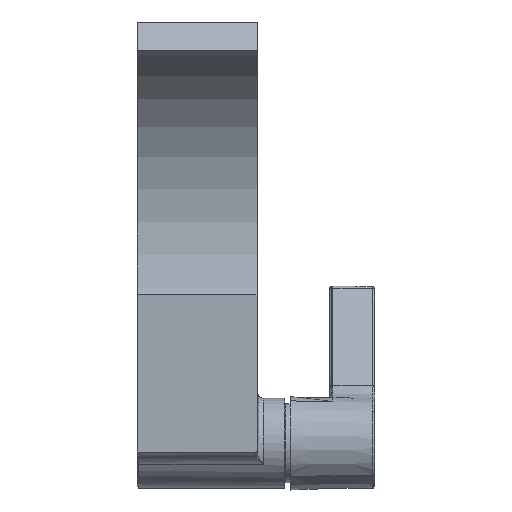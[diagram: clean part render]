
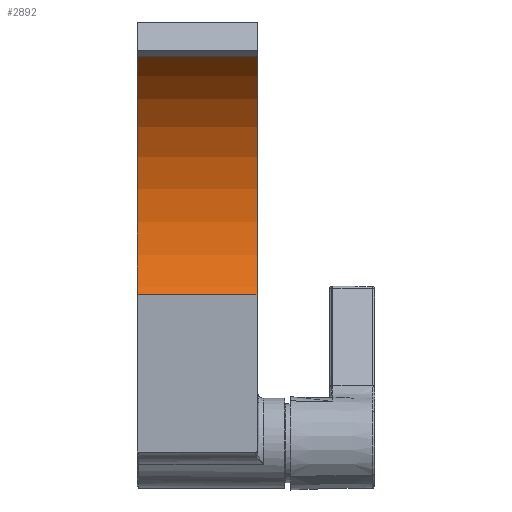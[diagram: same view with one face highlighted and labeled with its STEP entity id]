
A CAD part, front view. The second image highlights one B-rep face of the part: STEP entity #2892.
In plain terms, the highlighted cylindrical face has radius 76.1 mm (diameter 152.2 mm), a partial arc.
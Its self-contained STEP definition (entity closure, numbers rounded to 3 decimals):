
#83 = VERTEX_POINT ( 'NONE', #1317 ) ;
#227 = VERTEX_POINT ( 'NONE', #675 ) ;
#386 = DIRECTION ( 'NONE',  ( -1., 0., 0. ) ) ;
#407 = ORIENTED_EDGE ( 'NONE', *, *, #1910, .T. ) ;
#675 = CARTESIAN_POINT ( 'NONE',  ( 24., 5., 6.6 ) ) ;
#692 = CARTESIAN_POINT ( 'NONE',  ( 24., 5., 82.7 ) ) ;
#842 = CIRCLE ( 'NONE', #3030, 76.1 ) ;
#1004 = DIRECTION ( 'NONE',  ( -1., 0., 0. ) ) ;
#1107 = DIRECTION ( 'NONE',  ( 0., 0., -1. ) ) ;
#1232 = CARTESIAN_POINT ( 'NONE',  ( 24., 5., 82.7 ) ) ;
#1317 = CARTESIAN_POINT ( 'NONE',  ( 24., 43.271, 148.476 ) ) ;
#1403 = LINE ( 'NONE', #2329, #2318 ) ;
#1465 = AXIS2_PLACEMENT_3D ( 'NONE', #1232, #3187, #3593 ) ;
#1559 = LINE ( 'NONE', #2564, #2474 ) ;
#1587 = EDGE_CURVE ( 'NONE', #1845, #2234, #4276, .T. ) ;
#1845 = VERTEX_POINT ( 'NONE', #2020 ) ;
#1910 = EDGE_CURVE ( 'NONE', #83, #1845, #1559, .T. ) ;
#2020 = CARTESIAN_POINT ( 'NONE',  ( -24., 43.271, 148.476 ) ) ;
#2234 = VERTEX_POINT ( 'NONE', #2806 ) ;
#2318 = VECTOR ( 'NONE', #2710, 1000. ) ;
#2329 = CARTESIAN_POINT ( 'NONE',  ( 24., 5., 6.6 ) ) ;
#2474 = VECTOR ( 'NONE', #1004, 1000. ) ;
#2564 = CARTESIAN_POINT ( 'NONE',  ( 24., 43.271, 148.476 ) ) ;
#2666 = EDGE_LOOP ( 'NONE', ( #3760, #3279, #4787, #407 ) ) ;
#2710 = DIRECTION ( 'NONE',  ( -1., 0., 0. ) ) ;
#2746 = DIRECTION ( 'NONE',  ( 0., 0., -1. ) ) ;
#2806 = CARTESIAN_POINT ( 'NONE',  ( -24., 5., 6.6 ) ) ;
#2892 = ADVANCED_FACE ( 'NONE', ( #4237 ), #4362, .F. ) ;
#2996 = EDGE_CURVE ( 'NONE', #83, #227, #842, .T. ) ;
#3030 = AXIS2_PLACEMENT_3D ( 'NONE', #692, #3451, #1107 ) ;
#3145 = CARTESIAN_POINT ( 'NONE',  ( -24., 5., 82.7 ) ) ;
#3187 = DIRECTION ( 'NONE',  ( -1., 0., 0. ) ) ;
#3257 = EDGE_CURVE ( 'NONE', #227, #2234, #1403, .T. ) ;
#3279 = ORIENTED_EDGE ( 'NONE', *, *, #3257, .F. ) ;
#3451 = DIRECTION ( 'NONE',  ( -1., 0., 0. ) ) ;
#3593 = DIRECTION ( 'NONE',  ( 0., 0., 1. ) ) ;
#3760 = ORIENTED_EDGE ( 'NONE', *, *, #1587, .T. ) ;
#4237 = FACE_OUTER_BOUND ( 'NONE', #2666, .T. ) ;
#4276 = CIRCLE ( 'NONE', #5075, 76.1 ) ;
#4362 = CYLINDRICAL_SURFACE ( 'NONE', #1465, 76.1 ) ;
#4787 = ORIENTED_EDGE ( 'NONE', *, *, #2996, .F. ) ;
#5075 = AXIS2_PLACEMENT_3D ( 'NONE', #3145, #386, #2746 ) ;
